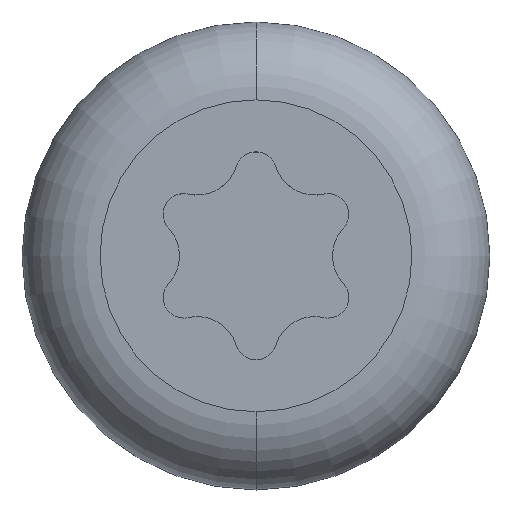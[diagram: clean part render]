
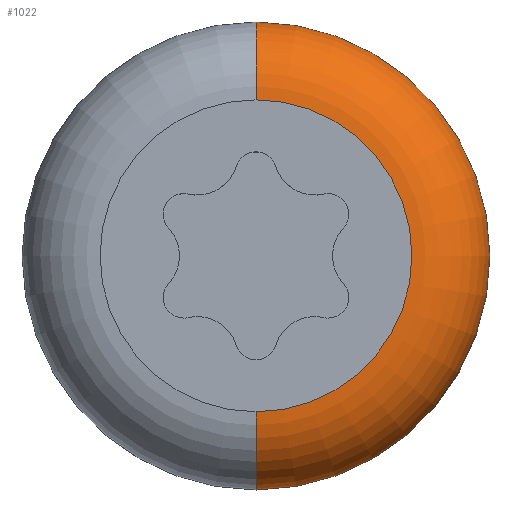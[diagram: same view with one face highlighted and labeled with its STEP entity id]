
A CAD part, top view. The second image highlights one B-rep face of the part: STEP entity #1022.
In plain terms, the highlighted toroidal (fillet/blend) face has major radius 1.333 mm and minor radius 0.667 mm.
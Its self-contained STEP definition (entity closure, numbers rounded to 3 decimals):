
#77 = EDGE_CURVE ( 'NONE', #1801, #1450, #1807, .T. ) ;
#90 = EDGE_CURVE ( 'NONE', #1450, #1479, #1667, .T. ) ;
#135 = EDGE_CURVE ( 'NONE', #1449, #1801, #1694, .T. ) ;
#136 = EDGE_CURVE ( 'NONE', #1449, #1548, #1699, .T. ) ;
#144 = EDGE_CURVE ( 'NONE', #1548, #1479, #1481, .T. ) ;
#197 = AXIS2_PLACEMENT_3D ( 'NONE', #2395, #2394, #2393 ) ;
#199 = AXIS2_PLACEMENT_3D ( 'NONE', #2400, #2399, #2397 ) ;
#219 = AXIS2_PLACEMENT_3D ( 'NONE', #2092, #2094, #2091 ) ;
#233 = AXIS2_PLACEMENT_3D ( 'NONE', #2481, #2479, #2478 ) ;
#258 = AXIS2_PLACEMENT_3D ( 'NONE', #2364, #2363, #2362 ) ;
#318 = AXIS2_PLACEMENT_3D ( 'NONE', #546, #544, #549 ) ;
#544 = DIRECTION ( 'NONE',  ( 0., 0., -1. ) ) ;
#546 = CARTESIAN_POINT ( 'NONE',  ( 0., 0., 0.933 ) ) ;
#549 = DIRECTION ( 'NONE',  ( 0., 1., 0. ) ) ;
#568 = CARTESIAN_POINT ( 'NONE',  ( 0., -2., 0.933 ) ) ;
#573 = CARTESIAN_POINT ( 'NONE',  ( 0., 1.333, 1.6 ) ) ;
#575 = CARTESIAN_POINT ( 'NONE',  ( 2., 0., 0.933 ) ) ;
#586 = CARTESIAN_POINT ( 'NONE',  ( 0., -1.333, 1.6 ) ) ;
#609 = CARTESIAN_POINT ( 'NONE',  ( 0., 2., 0.933 ) ) ;
#1022 = ADVANCED_FACE ( 'NONE', ( #1381 ), #1391, .T. ) ;
#1381 = FACE_OUTER_BOUND ( 'NONE', #1849, .T. ) ;
#1391 = TOROIDAL_SURFACE ( 'NONE', #318, 1.333, 0.667 ) ;
#1449 = VERTEX_POINT ( 'NONE', #573 ) ;
#1450 = VERTEX_POINT ( 'NONE', #575 ) ;
#1479 = VERTEX_POINT ( 'NONE', #568 ) ;
#1481 = CIRCLE ( 'NONE', #258, 0.667 ) ;
#1512 = ORIENTED_EDGE ( 'NONE', *, *, #90, .F. ) ;
#1548 = VERTEX_POINT ( 'NONE', #586 ) ;
#1563 = ORIENTED_EDGE ( 'NONE', *, *, #135, .F. ) ;
#1667 = CIRCLE ( 'NONE', #233, 2. ) ;
#1694 = CIRCLE ( 'NONE', #199, 0.667 ) ;
#1699 = CIRCLE ( 'NONE', #197, 1.333 ) ;
#1801 = VERTEX_POINT ( 'NONE', #609 ) ;
#1807 = CIRCLE ( 'NONE', #219, 2. ) ;
#1849 = EDGE_LOOP ( 'NONE', ( #1910, #1980, #1512, #1854, #1563 ) ) ;
#1854 = ORIENTED_EDGE ( 'NONE', *, *, #77, .F. ) ;
#1910 = ORIENTED_EDGE ( 'NONE', *, *, #136, .T. ) ;
#1980 = ORIENTED_EDGE ( 'NONE', *, *, #144, .T. ) ;
#2091 = DIRECTION ( 'NONE',  ( 0., 1., 0. ) ) ;
#2092 = CARTESIAN_POINT ( 'NONE',  ( 0., 0., 0.933 ) ) ;
#2094 = DIRECTION ( 'NONE',  ( 0., 0., -1. ) ) ;
#2362 = DIRECTION ( 'NONE',  ( 0., 1., 0. ) ) ;
#2363 = DIRECTION ( 'NONE',  ( 1., 0., 0. ) ) ;
#2364 = CARTESIAN_POINT ( 'NONE',  ( 0., -1.333, 0.933 ) ) ;
#2393 = DIRECTION ( 'NONE',  ( 0., 1., 0. ) ) ;
#2394 = DIRECTION ( 'NONE',  ( 0., 0., -1. ) ) ;
#2395 = CARTESIAN_POINT ( 'NONE',  ( 0., 0., 1.6 ) ) ;
#2397 = DIRECTION ( 'NONE',  ( 0., 0., 1. ) ) ;
#2399 = DIRECTION ( 'NONE',  ( -1., 0., 0. ) ) ;
#2400 = CARTESIAN_POINT ( 'NONE',  ( 0., 1.333, 0.933 ) ) ;
#2478 = DIRECTION ( 'NONE',  ( 0., 1., 0. ) ) ;
#2479 = DIRECTION ( 'NONE',  ( 0., 0., -1. ) ) ;
#2481 = CARTESIAN_POINT ( 'NONE',  ( 0., 0., 0.933 ) ) ;
